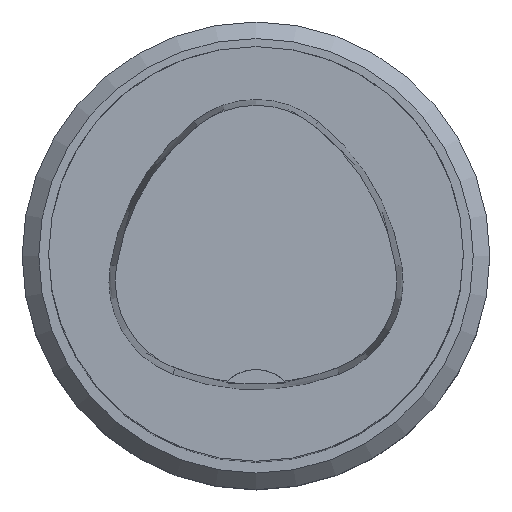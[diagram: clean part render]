
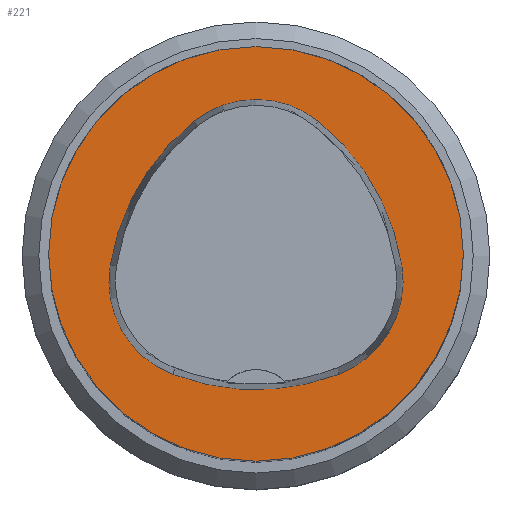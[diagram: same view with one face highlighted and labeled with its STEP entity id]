
A CAD part, top view. The second image highlights one B-rep face of the part: STEP entity #221.
In plain terms, the highlighted planar face has unit normal (0, 0, 1).
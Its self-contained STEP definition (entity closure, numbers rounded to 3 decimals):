
#38=PLANE('',#978);
#221=ADVANCED_FACE('',(#344,#345),#38,.T.);
#293=CIRCLE('',#949,25.);
#295=CIRCLE('',#956,28.);
#297=CIRCLE('',#959,12.);
#299=CIRCLE('',#962,28.);
#301=CIRCLE('',#965,12.);
#305=CIRCLE('',#970,28.);
#307=CIRCLE('',#973,12.);
#344=FACE_BOUND('',#409,.T.);
#345=FACE_BOUND('',#410,.T.);
#409=EDGE_LOOP('',(#556,#557,#558,#559,#560,#561));
#410=EDGE_LOOP('',(#562));
#556=ORIENTED_EDGE('',*,*,#833,.T.);
#557=ORIENTED_EDGE('',*,*,#813,.T.);
#558=ORIENTED_EDGE('',*,*,#817,.T.);
#559=ORIENTED_EDGE('',*,*,#820,.T.);
#560=ORIENTED_EDGE('',*,*,#823,.T.);
#561=ORIENTED_EDGE('',*,*,#831,.T.);
#562=ORIENTED_EDGE('',*,*,#803,.F.);
#720=VERTEX_POINT('',#1464);
#730=VERTEX_POINT('',#1485);
#731=VERTEX_POINT('',#1486);
#734=VERTEX_POINT('',#1494);
#736=VERTEX_POINT('',#1500);
#738=VERTEX_POINT('',#1506);
#745=VERTEX_POINT('',#1527);
#803=EDGE_CURVE('',#720,#720,#293,.T.);
#813=EDGE_CURVE('',#730,#731,#295,.T.);
#817=EDGE_CURVE('',#731,#734,#297,.T.);
#820=EDGE_CURVE('',#734,#736,#299,.T.);
#823=EDGE_CURVE('',#736,#738,#301,.T.);
#831=EDGE_CURVE('',#738,#745,#305,.T.);
#833=EDGE_CURVE('',#745,#730,#307,.T.);
#949=AXIS2_PLACEMENT_3D('',#1463,#1096,#1097);
#956=AXIS2_PLACEMENT_3D('',#1484,#1114,#1115);
#959=AXIS2_PLACEMENT_3D('',#1493,#1122,#1123);
#962=AXIS2_PLACEMENT_3D('',#1499,#1129,#1130);
#965=AXIS2_PLACEMENT_3D('',#1505,#1136,#1137);
#970=AXIS2_PLACEMENT_3D('',#1528,#1148,#1149);
#973=AXIS2_PLACEMENT_3D('',#1531,#1154,#1155);
#978=AXIS2_PLACEMENT_3D('',#1536,#1164,#1165);
#1096=DIRECTION('',(0.,0.,-1.));
#1097=DIRECTION('',(-1.,0.,0.));
#1114=DIRECTION('',(0.,0.,-1.));
#1115=DIRECTION('',(-1.,0.,0.));
#1122=DIRECTION('',(0.,0.,-1.));
#1123=DIRECTION('',(-1.,0.,0.));
#1129=DIRECTION('',(0.,0.,-1.));
#1130=DIRECTION('',(-1.,0.,0.));
#1136=DIRECTION('',(0.,0.,-1.));
#1137=DIRECTION('',(-1.,0.,0.));
#1148=DIRECTION('',(0.,0.,-1.));
#1149=DIRECTION('',(-1.,0.,0.));
#1154=DIRECTION('',(0.,0.,-1.));
#1155=DIRECTION('',(-1.,0.,0.));
#1164=DIRECTION('',(0.,0.,1.));
#1165=DIRECTION('',(1.,0.,0.));
#1463=CARTESIAN_POINT('',(0.,0.,0.));
#1464=CARTESIAN_POINT('',(-25.,0.,0.));
#1484=CARTESIAN_POINT('',(10.068,-5.824,0.));
#1485=CARTESIAN_POINT('',(-17.584,-1.424,0.));
#1486=CARTESIAN_POINT('',(-7.531,15.953,0.));
#1493=CARTESIAN_POINT('',(0.011,6.62,0.));
#1494=CARTESIAN_POINT('',(7.567,15.942,0.));
#1499=CARTESIAN_POINT('',(-10.063,-5.81,0.));
#1500=CARTESIAN_POINT('',(17.59,-1.418,0.));
#1505=CARTESIAN_POINT('',(5.739,-3.3,0.));
#1506=CARTESIAN_POINT('',(10.05,-14.499,0.));
#1527=CARTESIAN_POINT('',(-10.025,-14.516,0.));
#1528=CARTESIAN_POINT('',(-0.01,11.631,0.));
#1531=CARTESIAN_POINT('',(-5.733,-3.31,0.));
#1536=CARTESIAN_POINT('',(0.,0.,0.));
